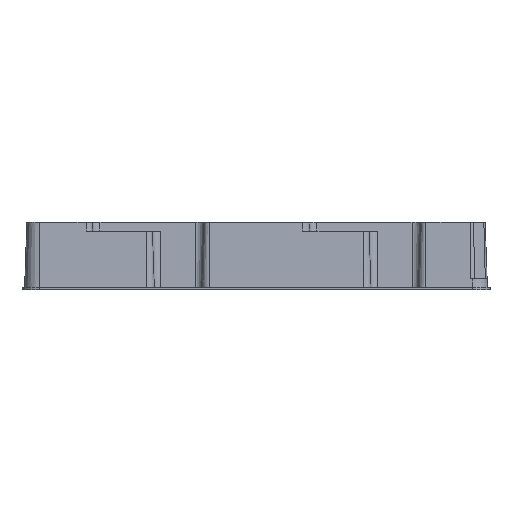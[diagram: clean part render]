
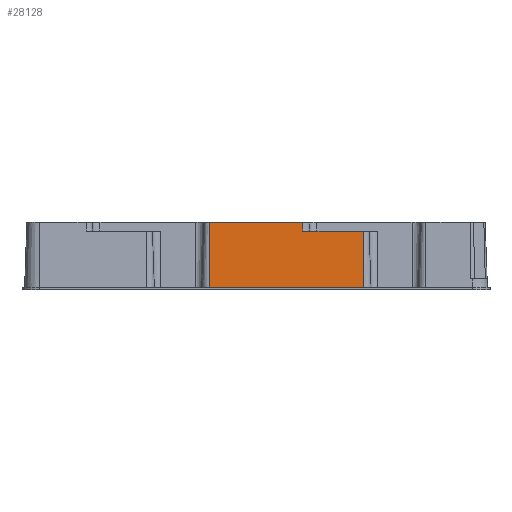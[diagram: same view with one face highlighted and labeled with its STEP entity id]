
A CAD part, front view. The second image highlights one B-rep face of the part: STEP entity #28128.
In plain terms, the highlighted planar face has unit normal (0, -0.999, 0.035).
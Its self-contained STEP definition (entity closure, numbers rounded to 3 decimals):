
#906 = VECTOR ( 'NONE', #15825, 1000. ) ;
#1280 = ORIENTED_EDGE ( 'NONE', *, *, #4781, .F. ) ;
#2414 = VECTOR ( 'NONE', #22791, 1000. ) ;
#2608 = LINE ( 'NONE', #39892, #14749 ) ;
#2648 = VERTEX_POINT ( 'NONE', #42517 ) ;
#4385 = CARTESIAN_POINT ( 'NONE',  ( -54.031, -214.381, 80. ) ) ;
#4781 = EDGE_CURVE ( 'NONE', #15550, #31814, #36696, .T. ) ;
#5159 = CARTESIAN_POINT ( 'NONE',  ( -54.031, -217., 5. ) ) ;
#7271 = DIRECTION ( 'NONE',  ( 0., 0.999, -0.035 ) ) ;
#8678 = ORIENTED_EDGE ( 'NONE', *, *, #26481, .T. ) ;
#10238 = CARTESIAN_POINT ( 'NONE',  ( 124.031, -214.73, 70. ) ) ;
#11421 = PLANE ( 'NONE',  #19333 ) ;
#11539 = VECTOR ( 'NONE', #28029, 1000. ) ;
#12261 = CARTESIAN_POINT ( 'NONE',  ( -250., -217., 5. ) ) ;
#13121 = LINE ( 'NONE', #35672, #11539 ) ;
#14749 = VECTOR ( 'NONE', #22492, 1000. ) ;
#14853 = CARTESIAN_POINT ( 'NONE',  ( -54.031, -214.381, 80. ) ) ;
#14983 = EDGE_CURVE ( 'NONE', #43057, #34813, #33061, .T. ) ;
#15550 = VERTEX_POINT ( 'NONE', #5159 ) ;
#15825 = DIRECTION ( 'NONE',  ( 1., 0., 0. ) ) ;
#16396 = ORIENTED_EDGE ( 'NONE', *, *, #44175, .T. ) ;
#17023 = VERTEX_POINT ( 'NONE', #40272 ) ;
#18444 = EDGE_CURVE ( 'NONE', #2648, #34813, #13121, .T. ) ;
#19333 = AXIS2_PLACEMENT_3D ( 'NONE', #24984, #7271, #42629 ) ;
#20316 = EDGE_CURVE ( 'NONE', #31814, #17023, #22294, .T. ) ;
#22294 = LINE ( 'NONE', #26611, #24364 ) ;
#22492 = DIRECTION ( 'NONE',  ( 0., 0.035, 0.999 ) ) ;
#22730 = VECTOR ( 'NONE', #26707, 1000. ) ;
#22791 = DIRECTION ( 'NONE',  ( 0., 0.035, 0.999 ) ) ;
#23017 = LINE ( 'NONE', #12261, #22730 ) ;
#24364 = VECTOR ( 'NONE', #29467, 1000. ) ;
#24984 = CARTESIAN_POINT ( 'NONE',  ( -250., -217., 5. ) ) ;
#26481 = EDGE_CURVE ( 'NONE', #43057, #17023, #2608, .T. ) ;
#26611 = CARTESIAN_POINT ( 'NONE',  ( -250., -214.381, 80. ) ) ;
#26707 = DIRECTION ( 'NONE',  ( 1., 0., 0. ) ) ;
#28029 = DIRECTION ( 'NONE',  ( 0., 0.035, 0.999 ) ) ;
#28128 = ADVANCED_FACE ( 'NONE', ( #36548 ), #11421, .F. ) ;
#28473 = ORIENTED_EDGE ( 'NONE', *, *, #18444, .T. ) ;
#29467 = DIRECTION ( 'NONE',  ( 1., 0., 0. ) ) ;
#31814 = VERTEX_POINT ( 'NONE', #14853 ) ;
#33061 = LINE ( 'NONE', #40021, #906 ) ;
#34813 = VERTEX_POINT ( 'NONE', #10238 ) ;
#35672 = CARTESIAN_POINT ( 'NONE',  ( 124.031, -214.381, 80. ) ) ;
#35779 = ORIENTED_EDGE ( 'NONE', *, *, #20316, .F. ) ;
#36548 = FACE_OUTER_BOUND ( 'NONE', #37711, .T. ) ;
#36696 = LINE ( 'NONE', #4385, #2414 ) ;
#37693 = CARTESIAN_POINT ( 'NONE',  ( 54.031, -214.73, 70. ) ) ;
#37711 = EDGE_LOOP ( 'NONE', ( #35779, #1280, #16396, #28473, #38385, #8678 ) ) ;
#38385 = ORIENTED_EDGE ( 'NONE', *, *, #14983, .F. ) ;
#39892 = CARTESIAN_POINT ( 'NONE',  ( 54.031, -214.381, 80. ) ) ;
#40021 = CARTESIAN_POINT ( 'NONE',  ( -250., -214.73, 70. ) ) ;
#40272 = CARTESIAN_POINT ( 'NONE',  ( 54.031, -214.381, 80. ) ) ;
#42517 = CARTESIAN_POINT ( 'NONE',  ( 124.031, -217., 5. ) ) ;
#42629 = DIRECTION ( 'NONE',  ( 0., 0.035, 0.999 ) ) ;
#43057 = VERTEX_POINT ( 'NONE', #37693 ) ;
#44175 = EDGE_CURVE ( 'NONE', #15550, #2648, #23017, .T. ) ;
